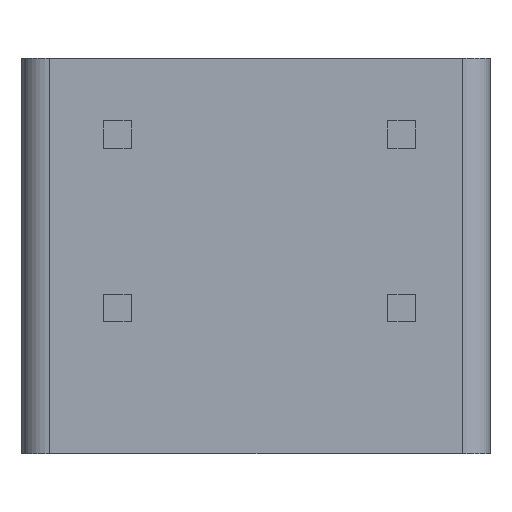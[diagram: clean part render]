
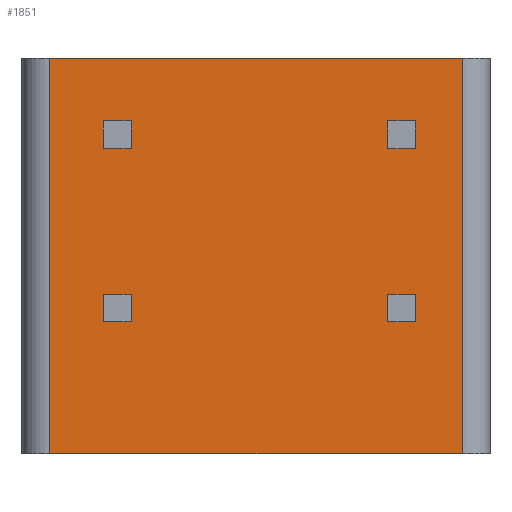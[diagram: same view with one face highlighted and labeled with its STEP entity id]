
A CAD part, front view. The second image highlights one B-rep face of the part: STEP entity #1851.
In plain terms, the highlighted planar face has unit normal (0, -1, 0).
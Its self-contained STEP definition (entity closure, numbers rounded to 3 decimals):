
#31=DIRECTION('',(1.,0.,0.));
#32=VECTOR('',#31,11.9);
#33=CARTESIAN_POINT('',(-5.95,-7.2,-8.9));
#34=LINE('',#33,#32);
#245=DIRECTION('',(0.,0.,-1.));
#246=VECTOR('',#245,11.4);
#247=CARTESIAN_POINT('',(-5.95,-7.2,2.5));
#248=LINE('',#247,#246);
#249=DIRECTION('',(0.,0.,-1.));
#250=VECTOR('',#249,11.4);
#251=CARTESIAN_POINT('',(5.95,-7.2,2.5));
#252=LINE('',#251,#250);
#253=DIRECTION('',(1.,0.,0.));
#254=VECTOR('',#253,0.8);
#255=CARTESIAN_POINT('',(-4.4,-7.2,0.7));
#256=LINE('',#255,#254);
#257=DIRECTION('',(0.,0.,1.));
#258=VECTOR('',#257,0.8);
#259=CARTESIAN_POINT('',(-4.4,-7.2,-0.1));
#260=LINE('',#259,#258);
#261=DIRECTION('',(1.,0.,0.));
#262=VECTOR('',#261,0.8);
#263=CARTESIAN_POINT('',(-4.4,-7.2,-0.1));
#264=LINE('',#263,#262);
#265=DIRECTION('',(0.,0.,1.));
#266=VECTOR('',#265,0.8);
#267=CARTESIAN_POINT('',(-3.6,-7.2,-0.1));
#268=LINE('',#267,#266);
#269=DIRECTION('',(1.,0.,0.));
#270=VECTOR('',#269,0.8);
#271=CARTESIAN_POINT('',(3.8,-7.2,0.7));
#272=LINE('',#271,#270);
#273=DIRECTION('',(0.,0.,1.));
#274=VECTOR('',#273,0.8);
#275=CARTESIAN_POINT('',(3.8,-7.2,-0.1));
#276=LINE('',#275,#274);
#277=DIRECTION('',(1.,0.,0.));
#278=VECTOR('',#277,0.8);
#279=CARTESIAN_POINT('',(3.8,-7.2,-0.1));
#280=LINE('',#279,#278);
#281=DIRECTION('',(0.,0.,1.));
#282=VECTOR('',#281,0.8);
#283=CARTESIAN_POINT('',(4.6,-7.2,-0.1));
#284=LINE('',#283,#282);
#285=DIRECTION('',(1.,0.,0.));
#286=VECTOR('',#285,0.8);
#287=CARTESIAN_POINT('',(-4.4,-7.2,-4.3));
#288=LINE('',#287,#286);
#289=DIRECTION('',(0.,0.,1.));
#290=VECTOR('',#289,0.8);
#291=CARTESIAN_POINT('',(-4.4,-7.2,-5.1));
#292=LINE('',#291,#290);
#293=DIRECTION('',(1.,0.,0.));
#294=VECTOR('',#293,0.8);
#295=CARTESIAN_POINT('',(-4.4,-7.2,-5.1));
#296=LINE('',#295,#294);
#297=DIRECTION('',(0.,0.,1.));
#298=VECTOR('',#297,0.8);
#299=CARTESIAN_POINT('',(-3.6,-7.2,-5.1));
#300=LINE('',#299,#298);
#301=DIRECTION('',(1.,0.,0.));
#302=VECTOR('',#301,0.8);
#303=CARTESIAN_POINT('',(3.8,-7.2,-4.3));
#304=LINE('',#303,#302);
#305=DIRECTION('',(0.,0.,1.));
#306=VECTOR('',#305,0.8);
#307=CARTESIAN_POINT('',(3.8,-7.2,-5.1));
#308=LINE('',#307,#306);
#309=DIRECTION('',(1.,0.,0.));
#310=VECTOR('',#309,0.8);
#311=CARTESIAN_POINT('',(3.8,-7.2,-5.1));
#312=LINE('',#311,#310);
#313=DIRECTION('',(0.,0.,1.));
#314=VECTOR('',#313,0.8);
#315=CARTESIAN_POINT('',(4.6,-7.2,-5.1));
#316=LINE('',#315,#314);
#380=DIRECTION('',(1.,0.,0.));
#381=VECTOR('',#380,11.9);
#382=CARTESIAN_POINT('',(-5.95,-7.2,2.5));
#383=LINE('',#382,#381);
#1309=CARTESIAN_POINT('',(-5.95,-7.2,-8.9));
#1311=VERTEX_POINT('',#1309);
#1315=CARTESIAN_POINT('',(-5.95,-7.2,2.5));
#1316=VERTEX_POINT('',#1315);
#1318=CARTESIAN_POINT('',(5.95,-7.2,-8.9));
#1320=VERTEX_POINT('',#1318);
#1321=CARTESIAN_POINT('',(5.95,-7.2,2.5));
#1322=VERTEX_POINT('',#1321);
#1529=CARTESIAN_POINT('',(-4.4,-7.2,0.7));
#1530=CARTESIAN_POINT('',(-3.6,-7.2,0.7));
#1531=VERTEX_POINT('',#1529);
#1532=VERTEX_POINT('',#1530);
#1533=CARTESIAN_POINT('',(3.8,-7.2,0.7));
#1534=CARTESIAN_POINT('',(4.6,-7.2,0.7));
#1535=VERTEX_POINT('',#1533);
#1536=VERTEX_POINT('',#1534);
#1537=CARTESIAN_POINT('',(-4.4,-7.2,-0.1));
#1538=CARTESIAN_POINT('',(-3.6,-7.2,-0.1));
#1539=VERTEX_POINT('',#1537);
#1540=VERTEX_POINT('',#1538);
#1541=CARTESIAN_POINT('',(3.8,-7.2,-0.1));
#1542=CARTESIAN_POINT('',(4.6,-7.2,-0.1));
#1543=VERTEX_POINT('',#1541);
#1544=VERTEX_POINT('',#1542);
#1561=CARTESIAN_POINT('',(-4.4,-7.2,-4.3));
#1562=CARTESIAN_POINT('',(-3.6,-7.2,-4.3));
#1563=VERTEX_POINT('',#1561);
#1564=VERTEX_POINT('',#1562);
#1565=CARTESIAN_POINT('',(3.8,-7.2,-4.3));
#1566=CARTESIAN_POINT('',(4.6,-7.2,-4.3));
#1567=VERTEX_POINT('',#1565);
#1568=VERTEX_POINT('',#1566);
#1569=CARTESIAN_POINT('',(-4.4,-7.2,-5.1));
#1570=CARTESIAN_POINT('',(-3.6,-7.2,-5.1));
#1571=VERTEX_POINT('',#1569);
#1572=VERTEX_POINT('',#1570);
#1573=CARTESIAN_POINT('',(3.8,-7.2,-5.1));
#1574=CARTESIAN_POINT('',(4.6,-7.2,-5.1));
#1575=VERTEX_POINT('',#1573);
#1576=VERTEX_POINT('',#1574);
#1798=CARTESIAN_POINT('',(-6.75,-7.2,-8.9));
#1799=DIRECTION('',(0.,-1.,0.));
#1800=DIRECTION('',(1.,0.,0.));
#1801=AXIS2_PLACEMENT_3D('',#1798,#1799,#1800);
#1802=PLANE('',#1801);
#1804=ORIENTED_EDGE('',*,*,#1803,.F.);
#1806=ORIENTED_EDGE('',*,*,#1805,.T.);
#1807=ORIENTED_EDGE('',*,*,#1790,.T.);
#1808=ORIENTED_EDGE('',*,*,#1626,.F.);
#1809=EDGE_LOOP('',(#1804,#1806,#1807,#1808));
#1810=FACE_OUTER_BOUND('',#1809,.F.);
#1812=ORIENTED_EDGE('',*,*,#1811,.F.);
#1814=ORIENTED_EDGE('',*,*,#1813,.F.);
#1816=ORIENTED_EDGE('',*,*,#1815,.T.);
#1818=ORIENTED_EDGE('',*,*,#1817,.T.);
#1819=EDGE_LOOP('',(#1812,#1814,#1816,#1818));
#1820=FACE_BOUND('',#1819,.F.);
#1822=ORIENTED_EDGE('',*,*,#1821,.F.);
#1824=ORIENTED_EDGE('',*,*,#1823,.F.);
#1826=ORIENTED_EDGE('',*,*,#1825,.T.);
#1828=ORIENTED_EDGE('',*,*,#1827,.T.);
#1829=EDGE_LOOP('',(#1822,#1824,#1826,#1828));
#1830=FACE_BOUND('',#1829,.F.);
#1832=ORIENTED_EDGE('',*,*,#1831,.F.);
#1834=ORIENTED_EDGE('',*,*,#1833,.F.);
#1836=ORIENTED_EDGE('',*,*,#1835,.T.);
#1838=ORIENTED_EDGE('',*,*,#1837,.T.);
#1839=EDGE_LOOP('',(#1832,#1834,#1836,#1838));
#1840=FACE_BOUND('',#1839,.F.);
#1842=ORIENTED_EDGE('',*,*,#1841,.F.);
#1844=ORIENTED_EDGE('',*,*,#1843,.F.);
#1846=ORIENTED_EDGE('',*,*,#1845,.T.);
#1848=ORIENTED_EDGE('',*,*,#1847,.T.);
#1849=EDGE_LOOP('',(#1842,#1844,#1846,#1848));
#1850=FACE_BOUND('',#1849,.F.);
#1626=EDGE_CURVE('',#1311,#1320,#34,.T.);
#1790=EDGE_CURVE('',#1322,#1320,#252,.T.);
#1803=EDGE_CURVE('',#1316,#1311,#248,.T.);
#1805=EDGE_CURVE('',#1316,#1322,#383,.T.);
#1811=EDGE_CURVE('',#1531,#1532,#256,.T.);
#1813=EDGE_CURVE('',#1539,#1531,#260,.T.);
#1815=EDGE_CURVE('',#1539,#1540,#264,.T.);
#1817=EDGE_CURVE('',#1540,#1532,#268,.T.);
#1821=EDGE_CURVE('',#1535,#1536,#272,.T.);
#1823=EDGE_CURVE('',#1543,#1535,#276,.T.);
#1825=EDGE_CURVE('',#1543,#1544,#280,.T.);
#1827=EDGE_CURVE('',#1544,#1536,#284,.T.);
#1831=EDGE_CURVE('',#1563,#1564,#288,.T.);
#1833=EDGE_CURVE('',#1571,#1563,#292,.T.);
#1835=EDGE_CURVE('',#1571,#1572,#296,.T.);
#1837=EDGE_CURVE('',#1572,#1564,#300,.T.);
#1841=EDGE_CURVE('',#1567,#1568,#304,.T.);
#1843=EDGE_CURVE('',#1575,#1567,#308,.T.);
#1845=EDGE_CURVE('',#1575,#1576,#312,.T.);
#1847=EDGE_CURVE('',#1576,#1568,#316,.T.);
#1851=ADVANCED_FACE('',(#1810,#1820,#1830,#1840,#1850),#1802,.T.);
